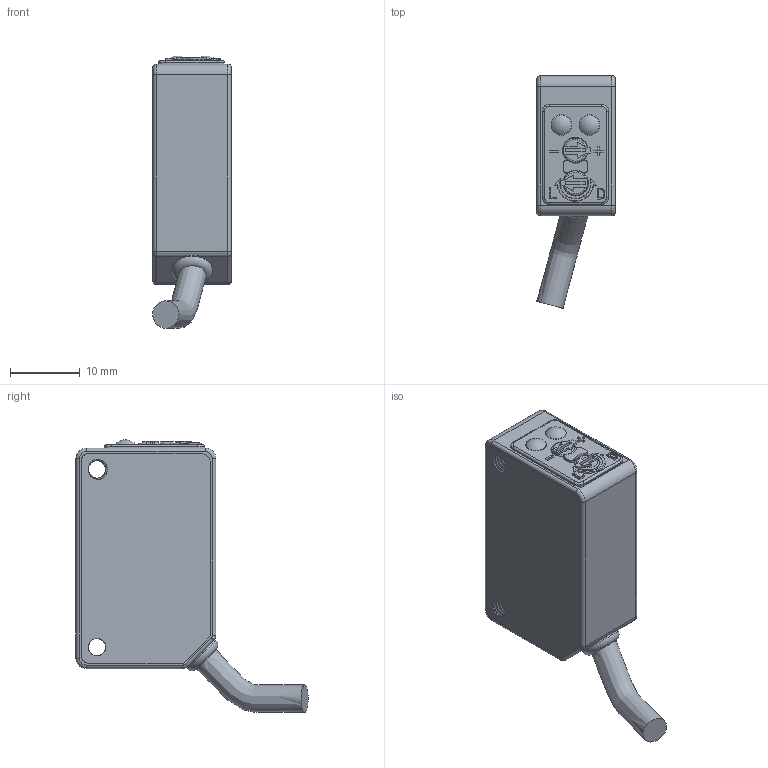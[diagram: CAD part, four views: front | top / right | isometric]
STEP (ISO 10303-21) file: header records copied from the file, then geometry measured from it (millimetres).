
FILE_DESCRIPTION(/* description */ (''),/* implementation_level */ '2;1');
FILE_NAME(/* name */ '',/* time_stamp */ '2021-08-25T15:55:52+08:00',/* author */ (''),/* organization */ (''),/* preprocessor_version */ 'ST-DEVELOPER v14',/* originating_system */ 'SIEMENS PLM Software NX 8.0',/* authorisation */ '');
FILE_SCHEMA (('AUTOMOTIVE_DESIGN { 1 0 10303 214 3 1 1 1 }'));
Length unit declared in the file: millimetre
Products named in the file (1): Admi301871D3dlup
Bounding box: 11.23 x 33.17 x 38.93 mm (x, y, z)
Volume: 7086.3 mm3; surface area: 3049 mm2
Topology: 1 solids, 2 shells, 212 faces, 540 edges, 349 vertices
Faces by surface type: plane 112, cylinder 49, bspline 28, torus 17, cone 4, sphere 2
Full cylindrical faces by diameter (mm): 2.5 x2, 2.957 x2, 3.3 x2, 5.8 x1
Entity records: 21523 total; most frequent: CARTESIAN_POINT 16056, ORIENTED_EDGE 1042, DIRECTION 920, EDGE_CURVE 521, VERTEX_POINT 343, AXIS2_PLACEMENT_3D 324, LINE 272, VECTOR 272
